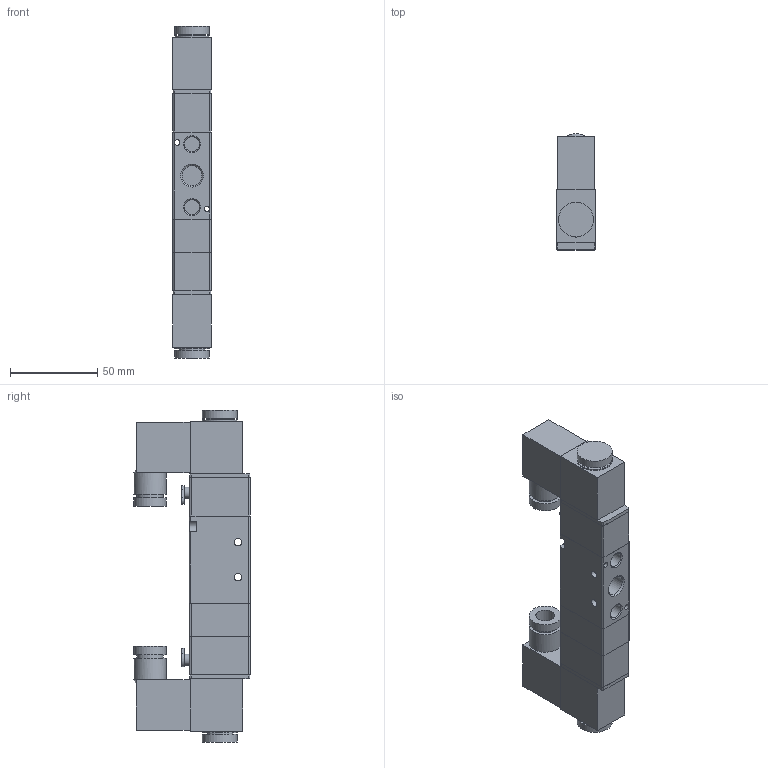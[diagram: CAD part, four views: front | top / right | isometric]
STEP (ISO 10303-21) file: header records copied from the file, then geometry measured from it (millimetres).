
FILE_DESCRIPTION(/* description */ ('STEP AP203'),/* implementation_level */ '2;1');
FILE_NAME(/* name */ 'RV5322E-08E4',/* time_stamp */ '2024-05-09T18:39:11+02:00',/* author */ ('License CC BY-ND 4.0'),/* organization */ ('CADENAS'),/* preprocessor_version */ 'ST-DEVELOPER v19.3',/* originating_system */ 'PARTsolutions',/* authorisation */ ' ');
FILE_SCHEMA (('CONFIG_CONTROL_DESIGN'));
Length unit declared in the file: millimetre
Products named in the file (1): RV5322E-08E4
Bounding box: 22 x 66.8 x 190.1 mm (x, y, z)
Volume: 171882.1 mm3; surface area: 35476.9 mm2
Topology: 1 solids, 1 shells, 154 faces, 365 edges, 239 vertices
Faces by surface type: plane 90, cylinder 57, cone 7
Full cylindrical faces by diameter (mm): 3.2 x2, 4.3 x2, 6.5 x2, 8.566 x2, 10.8 x2, 11.445 x3, 15 x4, 18.6 x4, 20 x4
Entity records: 4288 total; most frequent: DIRECTION 758, CARTESIAN_POINT 735, ORIENTED_EDGE 654, EDGE_CURVE 327, AXIS2_PLACEMENT_3D 280, VERTEX_POINT 231, EDGE_LOOP 218, FACE_BOUND 218
